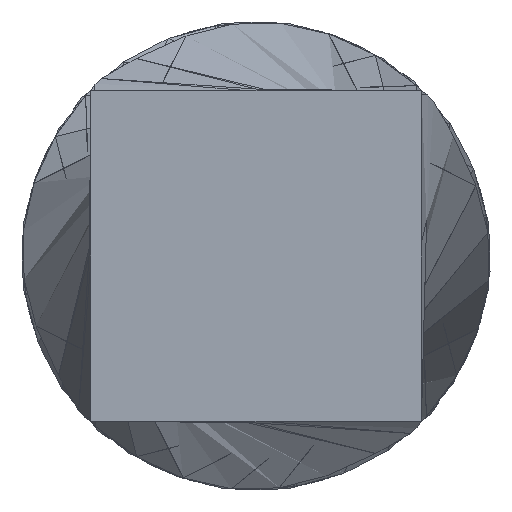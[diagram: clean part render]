
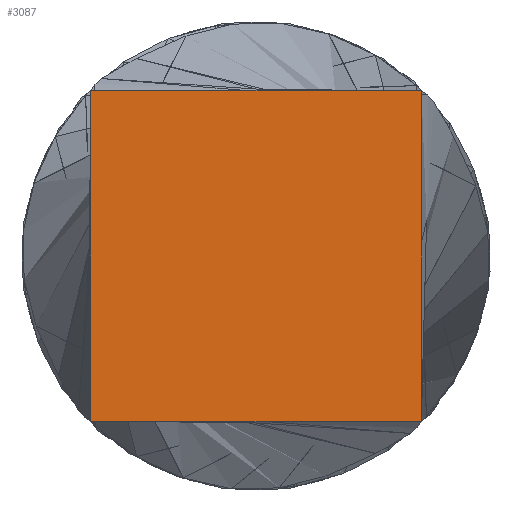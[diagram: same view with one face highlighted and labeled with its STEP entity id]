
A CAD part, front view. The second image highlights one B-rep face of the part: STEP entity #3087.
In plain terms, the highlighted planar face has unit normal (0, -1, 0).
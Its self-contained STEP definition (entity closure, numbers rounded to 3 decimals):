
#642 = VECTOR ( 'NONE', #9567, 1000. ) ;
#674 = FACE_OUTER_BOUND ( 'NONE', #6189, .T. ) ;
#1033 = EDGE_CURVE ( 'NONE', #5626, #5386, #12840, .T. ) ;
#1436 = AXIS2_PLACEMENT_3D ( 'NONE', #6484, #1578, #11687 ) ;
#1578 = DIRECTION ( 'NONE',  ( 0., 1., 0. ) ) ;
#2028 = CARTESIAN_POINT ( 'NONE',  ( 6., -150., 6. ) ) ;
#2319 = VECTOR ( 'NONE', #6846, 1000. ) ;
#2616 = CARTESIAN_POINT ( 'NONE',  ( -6., -150., -6. ) ) ;
#3087 = ADVANCED_FACE ( 'NONE', ( #674 ), #11568, .F. ) ;
#3142 = EDGE_CURVE ( 'NONE', #11243, #4684, #8119, .T. ) ;
#3183 = VECTOR ( 'NONE', #3788, 1000. ) ;
#3330 = ORIENTED_EDGE ( 'NONE', *, *, #3142, .T. ) ;
#3607 = LINE ( 'NONE', #2616, #642 ) ;
#3638 = DIRECTION ( 'NONE',  ( 0., 0., 1. ) ) ;
#3788 = DIRECTION ( 'NONE',  ( 0., 0., -1. ) ) ;
#3830 = CARTESIAN_POINT ( 'NONE',  ( -6., -150., 6. ) ) ;
#4684 = VERTEX_POINT ( 'NONE', #11032 ) ;
#5262 = CARTESIAN_POINT ( 'NONE',  ( -6., -150., 6. ) ) ;
#5355 = EDGE_CURVE ( 'NONE', #5386, #11243, #3607, .T. ) ;
#5386 = VERTEX_POINT ( 'NONE', #12816 ) ;
#5626 = VERTEX_POINT ( 'NONE', #5262 ) ;
#5839 = ORIENTED_EDGE ( 'NONE', *, *, #9458, .T. ) ;
#6024 = ORIENTED_EDGE ( 'NONE', *, *, #5355, .T. ) ;
#6189 = EDGE_LOOP ( 'NONE', ( #3330, #5839, #6808, #6024 ) ) ;
#6484 = CARTESIAN_POINT ( 'NONE',  ( 0., -150., 0. ) ) ;
#6808 = ORIENTED_EDGE ( 'NONE', *, *, #1033, .T. ) ;
#6846 = DIRECTION ( 'NONE',  ( -1., 0., 0. ) ) ;
#8119 = LINE ( 'NONE', #11523, #12205 ) ;
#9458 = EDGE_CURVE ( 'NONE', #4684, #5626, #11536, .T. ) ;
#9567 = DIRECTION ( 'NONE',  ( 1., 0., 0. ) ) ;
#11032 = CARTESIAN_POINT ( 'NONE',  ( 6., -150., 6. ) ) ;
#11243 = VERTEX_POINT ( 'NONE', #11719 ) ;
#11523 = CARTESIAN_POINT ( 'NONE',  ( 6., -150., -6. ) ) ;
#11536 = LINE ( 'NONE', #2028, #2319 ) ;
#11568 = PLANE ( 'NONE',  #1436 ) ;
#11687 = DIRECTION ( 'NONE',  ( 0., 0., 1. ) ) ;
#11719 = CARTESIAN_POINT ( 'NONE',  ( 6., -150., -6. ) ) ;
#12205 = VECTOR ( 'NONE', #3638, 1000. ) ;
#12816 = CARTESIAN_POINT ( 'NONE',  ( -6., -150., -6. ) ) ;
#12840 = LINE ( 'NONE', #3830, #3183 ) ;
